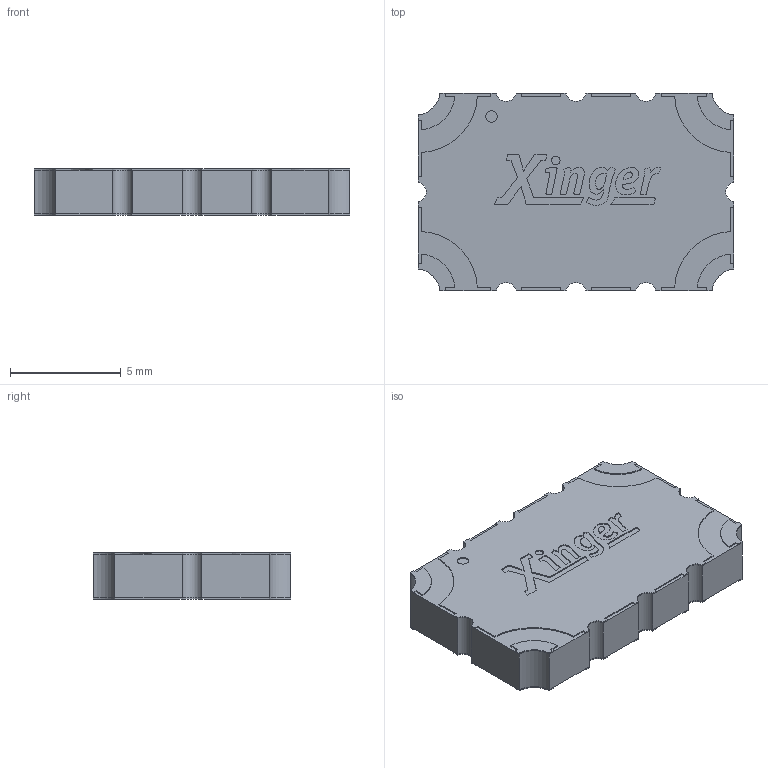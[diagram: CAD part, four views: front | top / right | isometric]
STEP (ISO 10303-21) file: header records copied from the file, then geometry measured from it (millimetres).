
FILE_DESCRIPTION (( 'STEP AP203' ), '1' );
FILE_NAME ('XMC0204A2-03G.STEP', '2025-09-09T19:30:35', ( '' ), ( '' ), 'SwSTEP 2.0', 'SolidWorks 2023', '' );
FILE_SCHEMA (( 'CONFIG_CONTROL_DESIGN' ));
Length unit declared in the file: inch
Products named in the file (1): XMC0204A2-03G
Bounding box: 14.22 x 8.89 x 2.08 mm (x, y, z)
Volume: 251.4 mm3; surface area: 746.4 mm2
Topology: 13 solids, 13 shells, 371 faces, 1035 edges, 690 vertices
Faces by surface type: plane 237, cylinder 134
Entity records: 12012 total; most frequent: CARTESIAN_POINT 2097, ORIENTED_EDGE 2070, DIRECTION 2047, EDGE_CURVE 1035, LINE 767, VECTOR 767, VERTEX_POINT 690, AXIS2_PLACEMENT_3D 640
